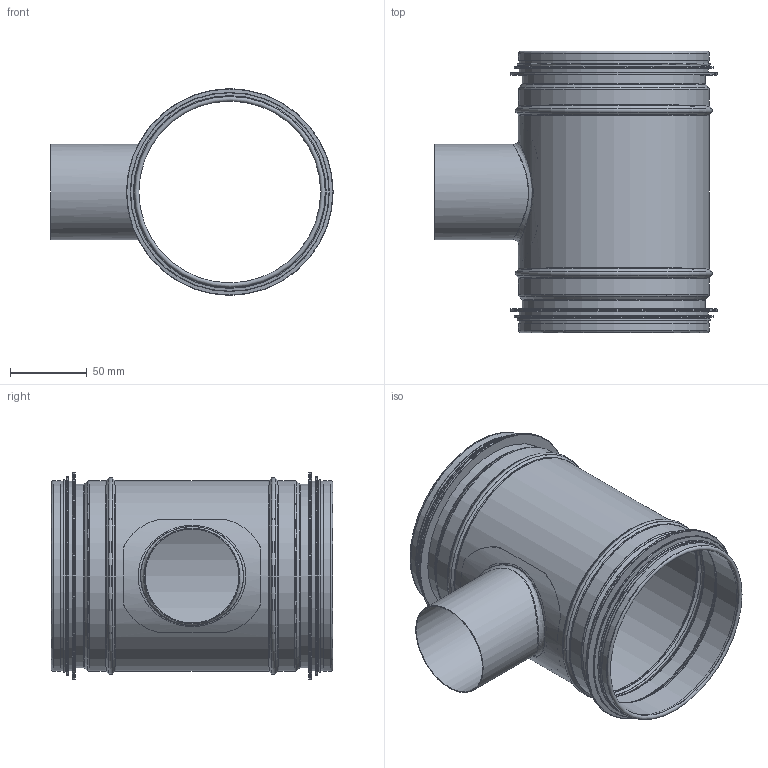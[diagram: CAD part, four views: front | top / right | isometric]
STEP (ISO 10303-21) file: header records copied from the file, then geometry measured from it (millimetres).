
FILE_DESCRIPTION((''),'2;1');
FILE_NAME('HTK_125-63.stp','2014-02-20T15:48:42',(''),(''),'Autodesk Inventor 2013','Autodesk Inventor 2013','');
FILE_SCHEMA(('AUTOMOTIVE_DESIGN { 1 2 10303 214 0 1 1 1 }'));
Length unit declared in the file: millimetre
Products named in the file (5): HTK_125-63; HTKRörämne_125-63; 999004; HPS_125-63; HPSRörämne_125-63
Assembly tree (5 placements, depth 3):
  HTK_125-63
    HTKRörämne_125-63
    999004  x2
    HPS_125-63
      HPSRörämne_125-63
Bounding box: 183.62 x 183 x 134.45 mm (x, y, z)
Volume: 70490.3 mm3; surface area: 216924.5 mm2
Topology: 4 solids, 4 shells, 113 faces, 231 edges, 133 vertices
Faces by surface type: cylinder 40, torus 36, cone 18, plane 17, bspline 2
Full cylindrical faces by diameter (mm): 61.05 x1, 62.05 x1, 118.25 x2, 119.25 x2, 120.45 x2, 123.05 x11, 124.05 x5, 129.45 x2, 134.45 x2
Entity records: 2994 total; most frequent: CARTESIAN_POINT 1005, DIRECTION 390, ORIENTED_EDGE 258, AXIS2_PLACEMENT_3D 189, EDGE_LOOP 172, EDGE_CURVE 129, VERTEX_POINT 111, STYLED_ITEM 97
